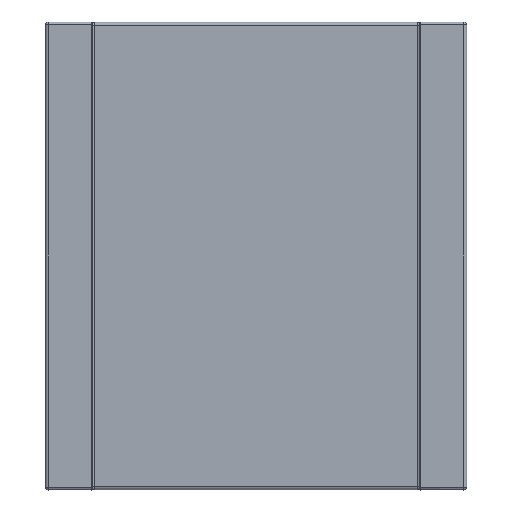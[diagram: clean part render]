
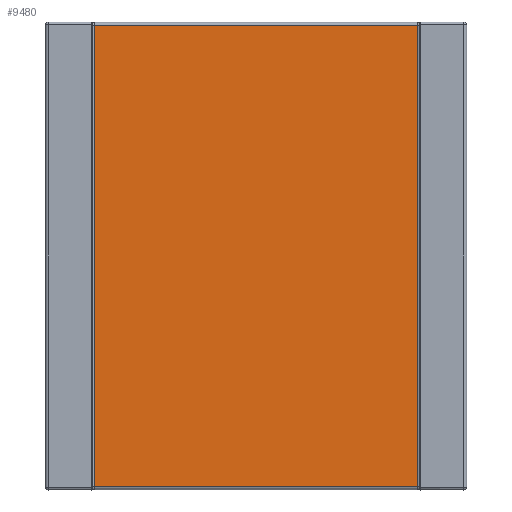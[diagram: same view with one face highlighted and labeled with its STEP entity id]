
A CAD part, front view. The second image highlights one B-rep face of the part: STEP entity #9480.
In plain terms, the highlighted planar face has unit normal (0, -1, 0).
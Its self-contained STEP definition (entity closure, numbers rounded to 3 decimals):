
#1262=CARTESIAN_POINT('',(2.194,0.01,3.13));
#1272=CARTESIAN_POINT('',(-2.194,0.01,
3.13));
#1316=DIRECTION('',(0.,0.,-1.));
#1317=VECTOR('',#1316,6.26);
#1318=CARTESIAN_POINT('',(2.194,0.01,3.13));
#1319=LINE('',#1318,#1317);
#1323=DIRECTION('',(1.,0.,0.));
#1324=VECTOR('',#1323,4.387);
#1325=CARTESIAN_POINT('',(-2.194,0.01,
-3.13));
#1326=LINE('',#1325,#1324);
#1330=DIRECTION('',(0.,0.,-1.));
#1331=VECTOR('',#1330,6.26);
#1332=CARTESIAN_POINT('',(-2.194,0.01,
3.13));
#1333=LINE('',#1332,#1331);
#1337=DIRECTION('',(-1.,0.,0.));
#1338=VECTOR('',#1337,4.387);
#1339=CARTESIAN_POINT('',(2.194,0.01,3.13));
#1340=LINE('',#1339,#1338);
#6321=VERTEX_POINT('',#1262);
#6322=CARTESIAN_POINT('',(2.194,0.01,
-3.13));
#6323=VERTEX_POINT('',#6322);
#6340=VERTEX_POINT('',#1272);
#6341=CARTESIAN_POINT('',(-2.194,0.01,
-3.13));
#6342=VERTEX_POINT('',#6341);
#9467=CARTESIAN_POINT('',(2.22,0.01,3.175));
#9468=DIRECTION('',(0.,1.,0.));
#9469=DIRECTION('',(-1.,0.,0.));
#9470=AXIS2_PLACEMENT_3D('',#9467,#9468,#9469);
#9471=PLANE('',#9470);
#9472=ORIENTED_EDGE('',*,*,#8387,.T.);
#9474=ORIENTED_EDGE('',*,*,#9473,.F.);
#9476=ORIENTED_EDGE('',*,*,#9475,.F.);
#9477=ORIENTED_EDGE('',*,*,#9454,.F.);
#9478=EDGE_LOOP('',(#9472,#9474,#9476,#9477));
#9479=FACE_OUTER_BOUND('',#9478,.F.);
#9480=ADVANCED_FACE('',(#9479),#9471,.F.);
#8387=EDGE_CURVE('',#6321,#6323,#1319,.T.);
#9454=EDGE_CURVE('',#6321,#6340,#1340,.T.);
#9473=EDGE_CURVE('',#6342,#6323,#1326,.T.);
#9475=EDGE_CURVE('',#6340,#6342,#1333,.T.);
